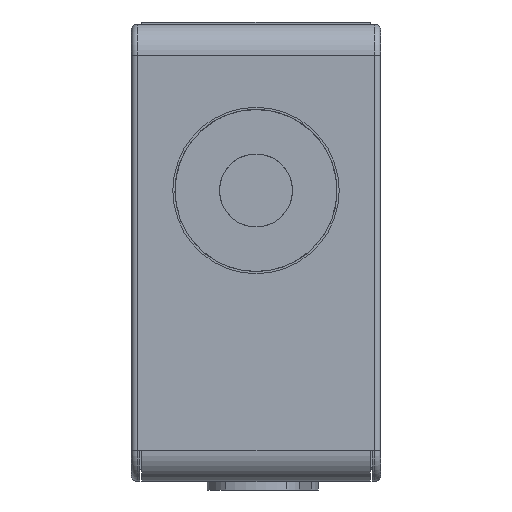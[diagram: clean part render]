
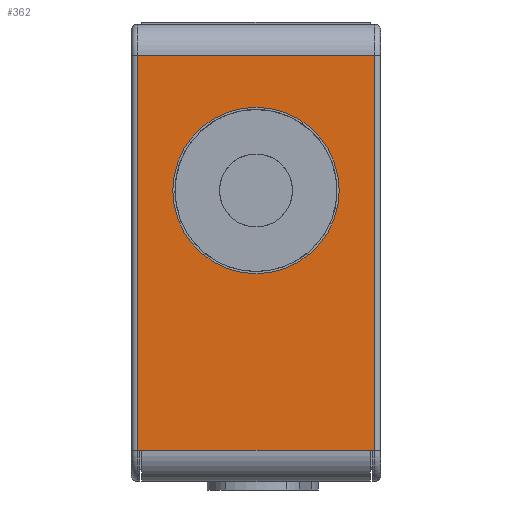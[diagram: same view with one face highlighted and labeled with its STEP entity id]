
A CAD part, left-side view. The second image highlights one B-rep face of the part: STEP entity #362.
In plain terms, the highlighted planar face has unit normal (-1, 0, 0).
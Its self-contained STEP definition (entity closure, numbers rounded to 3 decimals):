
#362 = ADVANCED_FACE( '', ( #794, #795 ), #796, .F. );
#794 = FACE_BOUND( '', #1337, .T. );
#795 = FACE_OUTER_BOUND( '', #1338, .T. );
#796 = PLANE( '', #1339 );
#1337 = EDGE_LOOP( '', ( #2351 ) );
#1338 = EDGE_LOOP( '', ( #2352, #2353, #2354, #2355, #2356, #2357, #2358, #2359 ) );
#1339 = AXIS2_PLACEMENT_3D( '', #2360, #2361, #2362 );
#2351 = ORIENTED_EDGE( '', *, *, #3297, .T. );
#2352 = ORIENTED_EDGE( '', *, *, #3039, .T. );
#2353 = ORIENTED_EDGE( '', *, *, #3173, .T. );
#2354 = ORIENTED_EDGE( '', *, *, #3227, .T. );
#2355 = ORIENTED_EDGE( '', *, *, #3319, .T. );
#2356 = ORIENTED_EDGE( '', *, *, #3128, .T. );
#2357 = ORIENTED_EDGE( '', *, *, #3320, .T. );
#2358 = ORIENTED_EDGE( '', *, *, #3201, .T. );
#2359 = ORIENTED_EDGE( '', *, *, #3321, .T. );
#2360 = CARTESIAN_POINT( '', ( -16., -6., 8. ) );
#2361 = DIRECTION( '', ( 1., 0., 0. ) );
#2362 = DIRECTION( '', ( 0., 0., -1. ) );
#3039 = EDGE_CURVE( '', #3674, #3672, #3675, .T. );
#3128 = EDGE_CURVE( '', #3819, #3683, #3820, .T. );
#3173 = EDGE_CURVE( '', #3672, #3877, #3879, .F. );
#3201 = EDGE_CURVE( '', #3553, #3476, #3921, .T. );
#3227 = EDGE_CURVE( '', #3877, #3957, #3958, .T. );
#3297 = EDGE_CURVE( '', #4050, #4050, #4051, .T. );
#3319 = EDGE_CURVE( '', #3957, #3819, #4079, .T. );
#3320 = EDGE_CURVE( '', #3683, #3553, #4080, .T. );
#3321 = EDGE_CURVE( '', #3476, #3674, #4081, .T. );
#3476 = VERTEX_POINT( '', #4256 );
#3553 = VERTEX_POINT( '', #4373 );
#3672 = VERTEX_POINT( '', #4535 );
#3674 = VERTEX_POINT( '', #4537 );
#3675 = LINE( '', #4538, #4539 );
#3683 = VERTEX_POINT( '', #4549 );
#3819 = VERTEX_POINT( '', #4732 );
#3820 = LINE( '', #4733, #4734 );
#3877 = VERTEX_POINT( '', #4809 );
#3879 = LINE( '', #4811, #4812 );
#3921 = LINE( '', #4868, #4869 );
#3957 = VERTEX_POINT( '', #4925 );
#3958 = LINE( '', #4926, #4927 );
#4050 = VERTEX_POINT( '', #5051 );
#4051 = CIRCLE( '', #5052, 4. );
#4079 = LINE( '', #5090, #5091 );
#4080 = LINE( '', #5092, #5093 );
#4081 = LINE( '', #5094, #5095 );
#4256 = CARTESIAN_POINT( '', ( -16., -5.5, -12.5 ) );
#4373 = CARTESIAN_POINT( '', ( -16., 5.5, -12.5 ) );
#4535 = CARTESIAN_POINT( '', ( -16., -5.7, -12.5 ) );
#4537 = CARTESIAN_POINT( '', ( -16., -5.6, -12.5 ) );
#4538 = CARTESIAN_POINT( '', ( -16., -6., -12.5 ) );
#4539 = VECTOR( '', #5463, 1000. );
#4549 = CARTESIAN_POINT( '', ( -16., 5.6, -12.5 ) );
#4732 = CARTESIAN_POINT( '', ( -16., 5.7, -12.5 ) );
#4733 = CARTESIAN_POINT( '', ( -16., -6., -12.5 ) );
#4734 = VECTOR( '', #5588, 1000. );
#4809 = CARTESIAN_POINT( '', ( -16., -5.7, 6.5 ) );
#4811 = CARTESIAN_POINT( '', ( -16., -5.7, 6.5 ) );
#4812 = VECTOR( '', #5652, 1000. );
#4868 = CARTESIAN_POINT( '', ( -16., 5.5, -12.5 ) );
#4869 = VECTOR( '', #5682, 1000. );
#4925 = CARTESIAN_POINT( '', ( -16., 5.7, 6.5 ) );
#4926 = CARTESIAN_POINT( '', ( -16., -6., 6.5 ) );
#4927 = VECTOR( '', #5703, 1000. );
#5051 = CARTESIAN_POINT( '', ( -16., 0., -4. ) );
#5052 = AXIS2_PLACEMENT_3D( '', #5790, #5791, #5792 );
#5090 = CARTESIAN_POINT( '', ( -16., 5.7, 8. ) );
#5091 = VECTOR( '', #5818, 1000. );
#5092 = CARTESIAN_POINT( '', ( -16., 5.6, -12.5 ) );
#5093 = VECTOR( '', #5819, 1000. );
#5094 = CARTESIAN_POINT( '', ( -16., 5.6, -12.5 ) );
#5095 = VECTOR( '', #5820, 1000. );
#5463 = DIRECTION( '', ( 0., -1., 0. ) );
#5588 = DIRECTION( '', ( 0., -1., 0. ) );
#5652 = DIRECTION( '', ( 0., 0., -1. ) );
#5682 = DIRECTION( '', ( 0., -1., 0. ) );
#5703 = DIRECTION( '', ( 0., 1., 0. ) );
#5790 = CARTESIAN_POINT( '', ( -16., 0., 0. ) );
#5791 = DIRECTION( '', ( 1., 0., 0. ) );
#5792 = DIRECTION( '', ( 0., 0., -1. ) );
#5818 = DIRECTION( '', ( 0., 0., -1. ) );
#5819 = DIRECTION( '', ( 0., -1., 0. ) );
#5820 = DIRECTION( '', ( 0., -1., 0. ) );
